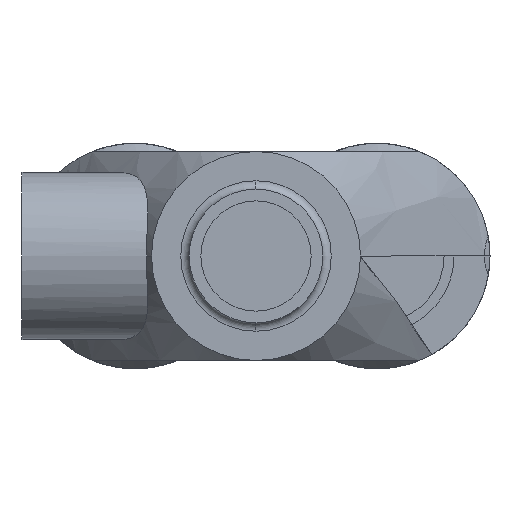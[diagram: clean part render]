
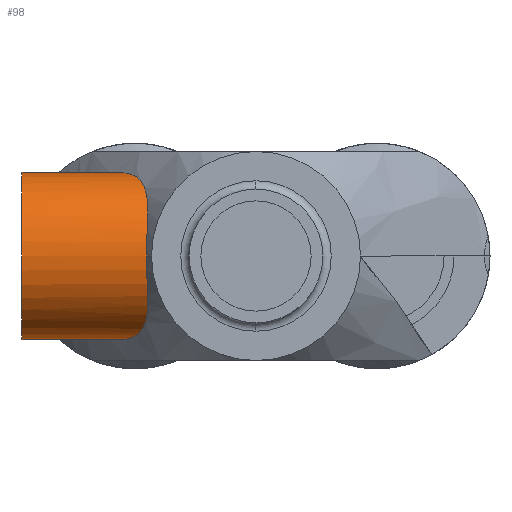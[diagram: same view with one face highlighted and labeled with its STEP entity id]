
A CAD part, left-side view. The second image highlights one B-rep face of the part: STEP entity #98.
In plain terms, the highlighted cylindrical face has radius 5 mm (diameter 10 mm), a partial arc.
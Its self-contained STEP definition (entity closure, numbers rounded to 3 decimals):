
#98=ADVANCED_FACE('',(#251),#252,.T.);
#251=FACE_OUTER_BOUND('',#458,.T.);
#252=CYLINDRICAL_SURFACE('',#459,5.0);
#458=EDGE_LOOP('',(#965,#966,#967,#968,#969,#970));
#459=AXIS2_PLACEMENT_3D('',#971,#972,#973);
#965=ORIENTED_EDGE('',*,*,#1419,.T.);
#966=ORIENTED_EDGE('',*,*,#1492,.F.);
#967=ORIENTED_EDGE('',*,*,#1421,.T.);
#968=ORIENTED_EDGE('',*,*,#1493,.F.);
#969=ORIENTED_EDGE('',*,*,#1494,.F.);
#970=ORIENTED_EDGE('',*,*,#1340,.F.);
#971=CARTESIAN_POINT('',(26.9,7.0,0.));
#972=DIRECTION('',(0.,1.0,0.));
#973=DIRECTION('',(0.,0.0,1.0));
#1340=EDGE_CURVE('',#1595,#1584,#1597,.T.);
#1419=EDGE_CURVE('',#1595,#1743,#1744,.T.);
#1421=EDGE_CURVE('',#1747,#1745,#1748,.T.);
#1492=EDGE_CURVE('',#1747,#1743,#1865,.T.);
#1493=EDGE_CURVE('',#1866,#1745,#1867,.T.);
#1494=EDGE_CURVE('',#1584,#1866,#1868,.T.);
#1584=VERTEX_POINT('',#2050);
#1595=VERTEX_POINT('',#2104);
#1597=B_SPLINE_CURVE_WITH_KNOTS('',3,(#2129,#2130,#2131,#2132,#2133,#2134,#2135,#2136,#2137,#2138,#2139,#2140,#2141,#2142,#2143,#2144,#2145,#2146,#2147,#2148,#2149,#2150),.UNSPECIFIED.,.F.,.F.,(4,2,2,2,2,2,2,2,2,2,4),(19.291,19.71,21.113,21.871,22.63,23.388,24.146,24.905,25.664,26.422,27.181),.UNSPECIFIED.);
#1743=VERTEX_POINT('',#2401);
#1744=LINE('',#2402,#2403);
#1745=VERTEX_POINT('',#2404);
#1747=VERTEX_POINT('',#2429);
#1748=LINE('',#2430,#2431);
#1865=CIRCLE('',#2597,5.0);
#1866=VERTEX_POINT('',#2598);
#1867=B_SPLINE_CURVE_WITH_KNOTS('',3,(#2599,#2600,#2601,#2602,#2603,#2604),.UNSPECIFIED.,.F.,.F.,(4,2,4),(0.0,1.403,1.822),.UNSPECIFIED.);
#1868=B_SPLINE_CURVE_WITH_KNOTS('',3,(#2605,#2606,#2607,#2608,#2609,#2610,#2611,#2612,#2613,#2614,#2615,#2616,#2617,#2618,#2619,#2620,#2621,#2622),.UNSPECIFIED.,.F.,.F.,(4,2,2,2,2,2,2,2,4),(27.181,27.94,28.699,29.457,30.216,30.974,31.733,32.491,33.249),.UNSPECIFIED.);
#2050=CARTESIAN_POINT('',(21.9,6.549,0.));
#2104=CARTESIAN_POINT('',(26.9,8.127,5.0));
#2129=CARTESIAN_POINT('',(26.9,8.127,5.0));
#2130=CARTESIAN_POINT('',(26.781,8.043,5.));
#2131=CARTESIAN_POINT('',(26.661,7.961,4.996));
#2132=CARTESIAN_POINT('',(26.139,7.615,4.958));
#2133=CARTESIAN_POINT('',(25.733,7.375,4.88));
#2134=CARTESIAN_POINT('',(25.115,7.066,4.676));
#2135=CARTESIAN_POINT('',(24.89,6.965,4.585));
#2136=CARTESIAN_POINT('',(24.44,6.79,4.36));
#2137=CARTESIAN_POINT('',(24.215,6.716,4.226));
#2138=CARTESIAN_POINT('',(23.786,6.602,3.921));
#2139=CARTESIAN_POINT('',(23.58,6.561,3.748));
#2140=CARTESIAN_POINT('',(23.203,6.507,3.377));
#2141=CARTESIAN_POINT('',(23.031,6.493,3.178));
#2142=CARTESIAN_POINT('',(22.731,6.481,2.771));
#2143=CARTESIAN_POINT('',(22.59,6.483,2.548));
#2144=CARTESIAN_POINT('',(22.343,6.495,2.075));
#2145=CARTESIAN_POINT('',(22.237,6.505,1.824));
#2146=CARTESIAN_POINT('',(22.067,6.524,1.309));
#2147=CARTESIAN_POINT('',(22.003,6.533,1.044));
#2148=CARTESIAN_POINT('',(21.919,6.546,0.516));
#2149=CARTESIAN_POINT('',(21.9,6.549,0.253));
#2150=CARTESIAN_POINT('',(21.9,6.549,0.));
#2401=CARTESIAN_POINT('',(26.9,14.0,5.0));
#2402=CARTESIAN_POINT('',(26.9,7.0,5.0));
#2403=VECTOR('',#3101,1.0);
#2404=CARTESIAN_POINT('',(26.9,8.127,-5.0));
#2429=CARTESIAN_POINT('',(26.9,14.0,-5.0));
#2430=CARTESIAN_POINT('',(26.9,7.0,-5.0));
#2431=VECTOR('',#3102,1.0);
#2597=AXIS2_PLACEMENT_3D('',#3215,#3216,#3217);
#2598=CARTESIAN_POINT('',(25.332,7.174,-4.748));
#2599=CARTESIAN_POINT('',(25.332,7.174,-4.748));
#2600=CARTESIAN_POINT('',(25.733,7.375,-4.88));
#2601=CARTESIAN_POINT('',(26.139,7.615,-4.958));
#2602=CARTESIAN_POINT('',(26.661,7.961,-4.996));
#2603=CARTESIAN_POINT('',(26.781,8.043,-5.0));
#2604=CARTESIAN_POINT('',(26.9,8.127,-5.0));
#2605=CARTESIAN_POINT('',(21.9,6.549,0.));
#2606=CARTESIAN_POINT('',(21.9,6.549,-0.253));
#2607=CARTESIAN_POINT('',(21.919,6.546,-0.516));
#2608=CARTESIAN_POINT('',(22.003,6.533,-1.044));
#2609=CARTESIAN_POINT('',(22.067,6.524,-1.309));
#2610=CARTESIAN_POINT('',(22.237,6.505,-1.824));
#2611=CARTESIAN_POINT('',(22.343,6.495,-2.075));
#2612=CARTESIAN_POINT('',(22.59,6.483,-2.548));
#2613=CARTESIAN_POINT('',(22.731,6.481,-2.771));
#2614=CARTESIAN_POINT('',(23.031,6.493,-3.178));
#2615=CARTESIAN_POINT('',(23.203,6.507,-3.377));
#2616=CARTESIAN_POINT('',(23.58,6.561,-3.748));
#2617=CARTESIAN_POINT('',(23.786,6.602,-3.921));
#2618=CARTESIAN_POINT('',(24.215,6.716,-4.226));
#2619=CARTESIAN_POINT('',(24.44,6.79,-4.36));
#2620=CARTESIAN_POINT('',(24.89,6.965,-4.585));
#2621=CARTESIAN_POINT('',(25.115,7.066,-4.676));
#2622=CARTESIAN_POINT('',(25.332,7.174,-4.748));
#3101=DIRECTION('',(0.,1.0,0.));
#3102=DIRECTION('',(0.,-1.0,0.));
#3215=CARTESIAN_POINT('',(26.9,14.0,0.));
#3216=DIRECTION('',(0.,1.0,0.));
#3217=DIRECTION('',(0.,0.0,1.0));
